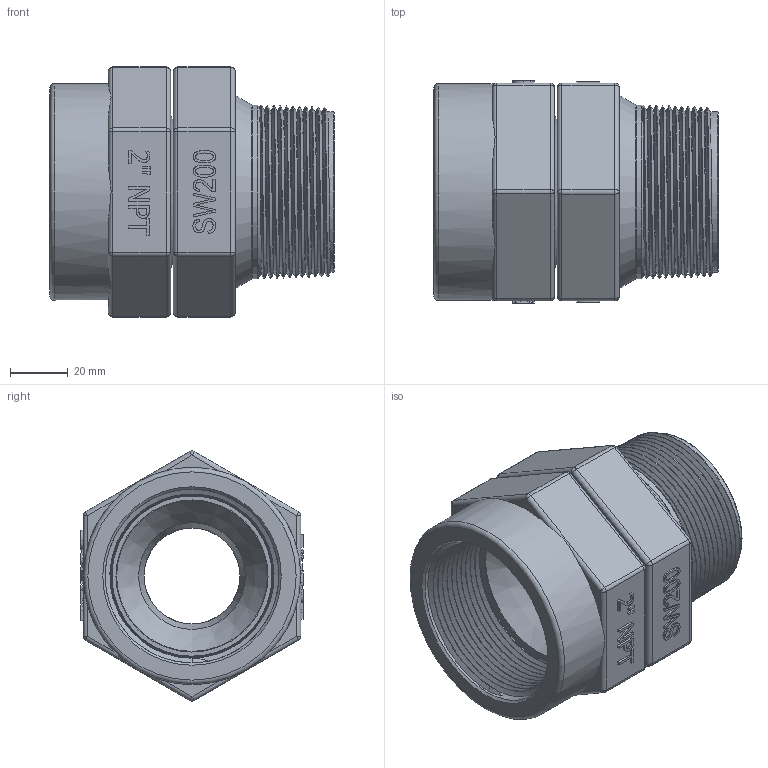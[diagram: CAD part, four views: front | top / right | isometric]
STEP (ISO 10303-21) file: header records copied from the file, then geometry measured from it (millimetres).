
FILE_DESCRIPTION(/* description */ ('2" MALE x 2" FEMALE SWIVEL'),/* implementation_level */ '2;1');
FILE_NAME(/* name */ 'SW200.stp',/* time_stamp */ '2022-09-21T08:47:26-04:00',/* author */ ('DCT'),/* organization */ (''),/* preprocessor_version */ 'ST-DEVELOPER v18.1',/* originating_system */ 'Autodesk Inventor 2022',/* authorisation */ '');
FILE_SCHEMA (('AUTOMOTIVE_DESIGN { 1 0 10303 214 3 1 1 }'));
Length unit declared in the file: inch
Products named in the file (7): SW200; SW201; SW202; SWX202; SW203; SW204; SW105
Assembly tree (7 placements, depth 3):
  SW200
    SW201
    SW202
      SWX202
    SW203
    SW204  x2
    SW105
Bounding box: 98.73 x 77.22 x 86.93 mm (x, y, z)
Volume: 254869.9 mm3; surface area: 77584.7 mm2
Topology: 6 solids, 6 shells, 493 faces, 1269 edges, 818 vertices
Faces by surface type: plane 197, bspline 138, cylinder 80, cone 32, sphere 25, torus 21
Full cylindrical faces by diameter (mm): 4.47 x1, 4.978 x1, 10.49 x1, 33.274 x1, 33.401 x1, 44.12 x2, 44.272 x1, 44.831 x1, 45.085 x1, 48.209 x4, 48.59 x2, 60.452 x1, 75.438 x1
Entity records: 22424 total; most frequent: CARTESIAN_POINT 11177, ORIENTED_EDGE 2518, DIRECTION 1837, EDGE_CURVE 1259, VERTEX_POINT 817, LINE 661, VECTOR 661, AXIS2_PLACEMENT_3D 588
